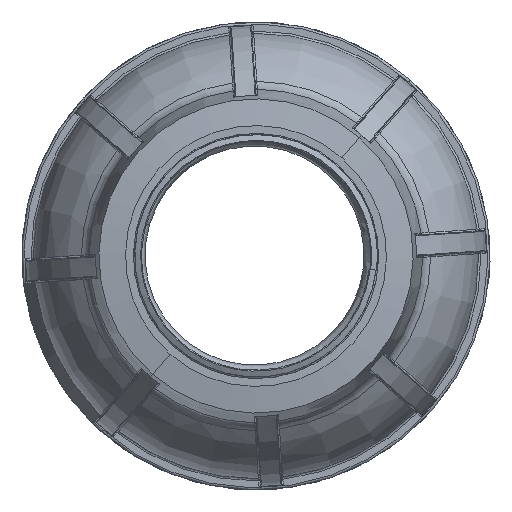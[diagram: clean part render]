
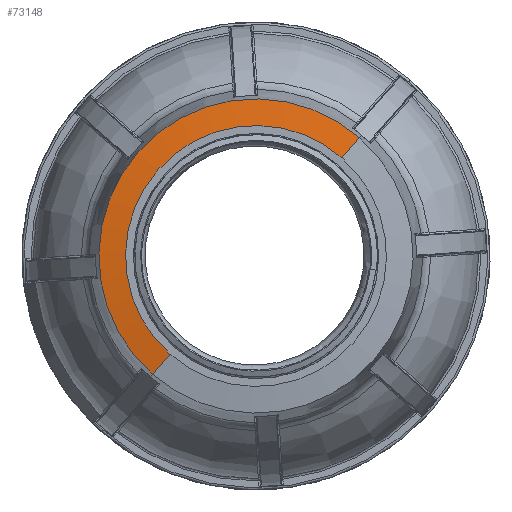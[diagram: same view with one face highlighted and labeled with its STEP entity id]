
A CAD part, left-side view. The second image highlights one B-rep face of the part: STEP entity #73148.
In plain terms, the highlighted conical face has half-angle 82 degrees and reference radius 17.28 mm.
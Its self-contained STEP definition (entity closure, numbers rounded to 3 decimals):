
#4053 = EDGE_LOOP ( 'NONE', ( #12138, #12140, #12139, #12141 ) ) ;
#5483 = VERTEX_POINT ( 'NONE', #35288 ) ;
#5484 = VERTEX_POINT ( 'NONE', #35289 ) ;
#5507 = VERTEX_POINT ( 'NONE', #35312 ) ;
#5508 = VERTEX_POINT ( 'NONE', #35313 ) ;
#12138 = ORIENTED_EDGE ( 'NONE', *, *, #45415, .F. ) ;
#12139 = ORIENTED_EDGE ( 'NONE', *, *, #70090, .F. ) ;
#12140 = ORIENTED_EDGE ( 'NONE', *, *, #45412, .T. ) ;
#12141 = ORIENTED_EDGE ( 'NONE', *, *, #45416, .F. ) ;
#21131 = CIRCLE ( 'NONE', #21149, 20.811 ) ;
#21149 = AXIS2_PLACEMENT_3D ( 'NONE', #29348, #29349, #29350 ) ;
#26232 = FACE_OUTER_BOUND ( 'NONE', #4053, .T. ) ;
#29348 = CARTESIAN_POINT ( 'NONE',  ( -46.526, -76.312, 0. ) ) ;
#29349 = DIRECTION ( 'NONE',  ( 1., 0., 0. ) ) ;
#29350 = DIRECTION ( 'NONE',  ( 0., -0.659, 0.752 ) ) ;
#33854 = LINE ( 'NONE', #46586, #44560 ) ;
#33855 = LINE ( 'NONE', #46591, #44563 ) ;
#35288 = CARTESIAN_POINT ( 'NONE',  ( -47.022, -64.916, -12.99 ) ) ;
#35289 = CARTESIAN_POINT ( 'NONE',  ( -47.022, -87.707, 12.99 ) ) ;
#35312 = CARTESIAN_POINT ( 'NONE',  ( -46.526, -90.036, 15.644 ) ) ;
#35313 = CARTESIAN_POINT ( 'NONE',  ( -46.526, -62.588, -15.644 ) ) ;
#36934 = AXIS2_PLACEMENT_3D ( 'NONE', #39155, #39156, #39157 ) ;
#36938 = CONICAL_SURFACE ( 'NONE', #36934, 17.28, 1.431 ) ;
#39155 = CARTESIAN_POINT ( 'NONE',  ( -47.022, -76.312, 0. ) ) ;
#39156 = DIRECTION ( 'NONE',  ( 1., 0., 0. ) ) ;
#39157 = DIRECTION ( 'NONE',  ( 0., 0.659, -0.752 ) ) ;
#44559 = CIRCLE ( 'NONE', #44561, 17.28 ) ;
#44560 = VECTOR ( 'NONE', #46587, 1000. ) ;
#44561 = AXIS2_PLACEMENT_3D ( 'NONE', #46588, #46589, #46590 ) ;
#44563 = VECTOR ( 'NONE', #46592, 1000. ) ;
#45412 = EDGE_CURVE ( 'NONE', #5484, #5507, #33854, .T. ) ;
#45415 = EDGE_CURVE ( 'NONE', #5484, #5483, #44559, .T. ) ;
#45416 = EDGE_CURVE ( 'NONE', #5483, #5508, #33855, .T. ) ;
#46586 = CARTESIAN_POINT ( 'NONE',  ( -47.022, -87.707, 12.99 ) ) ;
#46587 = DIRECTION ( 'NONE',  ( 0.139, -0.653, 0.744 ) ) ;
#46588 = CARTESIAN_POINT ( 'NONE',  ( -47.022, -76.312, 0. ) ) ;
#46589 = DIRECTION ( 'NONE',  ( -1., 0., 0. ) ) ;
#46590 = DIRECTION ( 'NONE',  ( 0., 0.659, -0.752 ) ) ;
#46591 = CARTESIAN_POINT ( 'NONE',  ( -47.022, -64.916, -12.99 ) ) ;
#46592 = DIRECTION ( 'NONE',  ( 0.139, 0.653, -0.744 ) ) ;
#70090 = EDGE_CURVE ( 'NONE', #5508, #5507, #21131, .T. ) ;
#73148 = ADVANCED_FACE ( 'NONE', ( #26232 ), #36938, .T. ) ;
